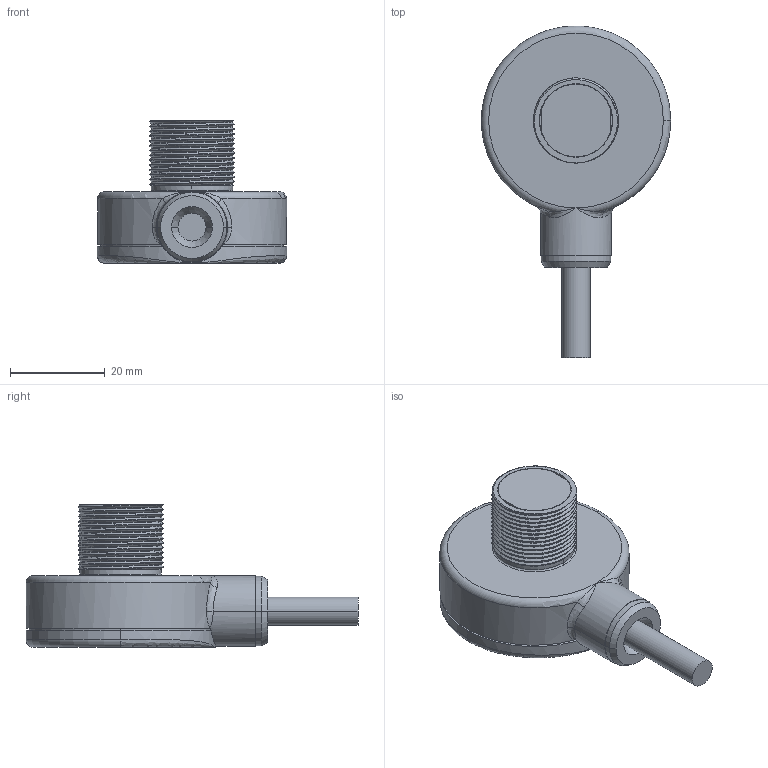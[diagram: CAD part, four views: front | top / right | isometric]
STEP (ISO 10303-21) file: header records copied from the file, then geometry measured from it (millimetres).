
FILE_DESCRIPTION((''),'2;1');
FILE_NAME('155314_SW','2010-12-03T',('banengservice'),('BANNER ENGINEERING'),'PRO/ENGINEER BY PARAMETRIC TECHNOLOGY CORPORATION, 2009141','PRO/ENGINEER BY PARAMETRIC TECHNOLOGY CORPORATION, 2009141','');
FILE_SCHEMA(('CONFIG_CONTROL_DESIGN'));
Length unit declared in the file: inch
Products named in the file (1): 155314_SW
Bounding box: 40.01 x 70.17 x 30.14 mm (x, y, z)
Volume: 9527.3 mm3; surface area: 14866.6 mm2
Topology: 2 solids, 3 shells, 277 faces, 687 edges, 431 vertices
Faces by surface type: cylinder 105, plane 101, bspline 22, torus 21, cone 16, extrusion 6, sphere 4, revolution 2
Entity records: 19015 total; most frequent: CARTESIAN_POINT 12540, ORIENTED_EDGE 1362, DIRECTION 1289, EDGE_CURVE 681, AXIS2_PLACEMENT_3D 481, VERTEX_POINT 431, VECTOR 325, LINE 319
